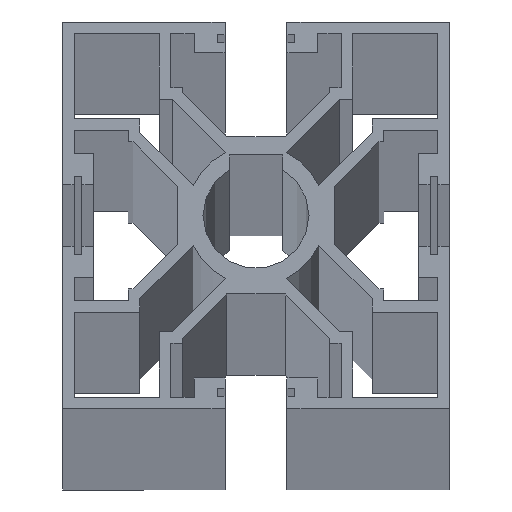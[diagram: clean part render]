
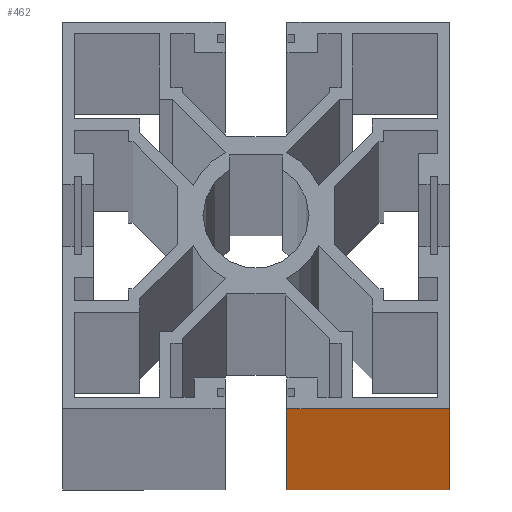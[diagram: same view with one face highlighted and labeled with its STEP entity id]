
A CAD part, top view. The second image highlights one B-rep face of the part: STEP entity #462.
In plain terms, the highlighted planar face has unit normal (0, -1, 0).
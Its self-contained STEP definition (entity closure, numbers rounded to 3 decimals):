
#40 = EDGE_LOOP ( 'NONE', ( #3634, #3635, #3636, #3637 ) ) ;
#462 = ADVANCED_FACE ( 'NONE', ( #4637 ), #3274, .T. ) ;
#1901 = LINE ( 'NONE', #2754, #1902 ) ;
#1902 = VECTOR ( 'NONE', #2755, 1000. ) ;
#2746 = CARTESIAN_POINT ( 'NONE',  ( 25., -25., -6000. ) ) ;
#2747 = DIRECTION ( 'NONE',  ( 1., 0., 0. ) ) ;
#2748 = CARTESIAN_POINT ( 'NONE',  ( 4., -25., -6000. ) ) ;
#2749 = DIRECTION ( 'NONE',  ( 0., 0., 1. ) ) ;
#2750 = CARTESIAN_POINT ( 'NONE',  ( 25., -25., 0. ) ) ;
#2751 = DIRECTION ( 'NONE',  ( 1., 0., 0. ) ) ;
#2754 = CARTESIAN_POINT ( 'NONE',  ( 25., -25., -6000. ) ) ;
#2755 = DIRECTION ( 'NONE',  ( 0., 0., 1. ) ) ;
#2883 = CARTESIAN_POINT ( 'NONE',  ( 25., -25., 0. ) ) ;
#2886 = CARTESIAN_POINT ( 'NONE',  ( 25., -25., -6000. ) ) ;
#2890 = CARTESIAN_POINT ( 'NONE',  ( 4., -25., 0. ) ) ;
#2893 = CARTESIAN_POINT ( 'NONE',  ( 4., -25., -6000. ) ) ;
#3271 = DIRECTION ( 'NONE',  ( 0., 0., -1. ) ) ;
#3272 = DIRECTION ( 'NONE',  ( 0., -1., 0. ) ) ;
#3273 = CARTESIAN_POINT ( 'NONE',  ( 25., -25., -6000. ) ) ;
#3274 = PLANE ( 'NONE',  #4362 ) ;
#3634 = ORIENTED_EDGE ( 'NONE', *, *, #4248, .F. ) ;
#3635 = ORIENTED_EDGE ( 'NONE', *, *, #4247, .F. ) ;
#3636 = ORIENTED_EDGE ( 'NONE', *, *, #4246, .T. ) ;
#3637 = ORIENTED_EDGE ( 'NONE', *, *, #4250, .T. ) ;
#4246 = EDGE_CURVE ( 'NONE', #4500, #4493, #5113, .T. ) ;
#4247 = EDGE_CURVE ( 'NONE', #4500, #4497, #5115, .T. ) ;
#4248 = EDGE_CURVE ( 'NONE', #4497, #4490, #5117, .T. ) ;
#4250 = EDGE_CURVE ( 'NONE', #4493, #4490, #1901, .T. ) ;
#4362 = AXIS2_PLACEMENT_3D ( 'NONE', #3273, #3272, #3271 ) ;
#4490 = VERTEX_POINT ( 'NONE', #2883 ) ;
#4493 = VERTEX_POINT ( 'NONE', #2886 ) ;
#4497 = VERTEX_POINT ( 'NONE', #2890 ) ;
#4500 = VERTEX_POINT ( 'NONE', #2893 ) ;
#4637 = FACE_OUTER_BOUND ( 'NONE', #40, .T. ) ;
#5113 = LINE ( 'NONE', #2746, #5114 ) ;
#5114 = VECTOR ( 'NONE', #2747, 1000. ) ;
#5115 = LINE ( 'NONE', #2748, #5116 ) ;
#5116 = VECTOR ( 'NONE', #2749, 1000. ) ;
#5117 = LINE ( 'NONE', #2750, #5118 ) ;
#5118 = VECTOR ( 'NONE', #2751, 1000. ) ;
